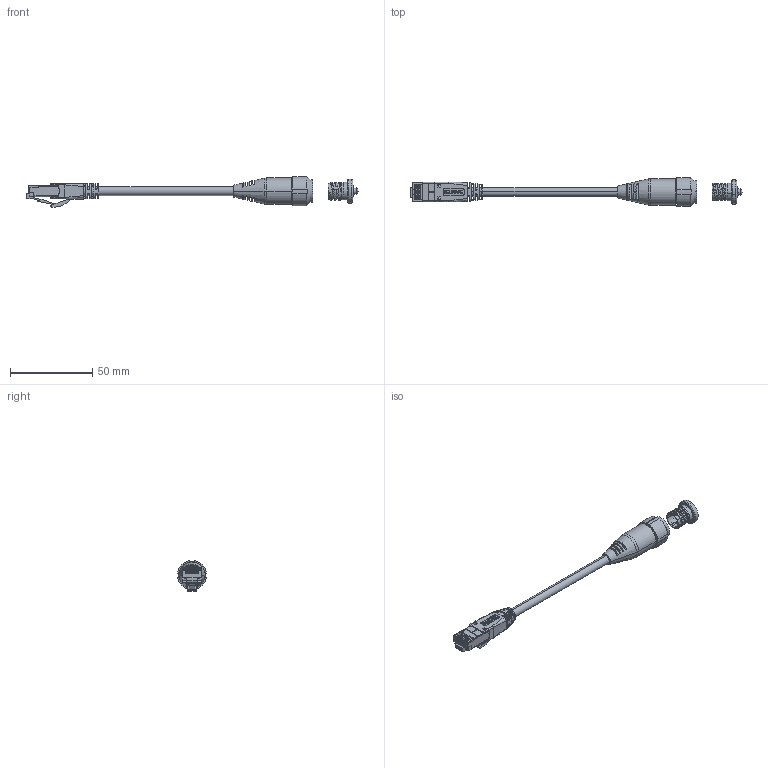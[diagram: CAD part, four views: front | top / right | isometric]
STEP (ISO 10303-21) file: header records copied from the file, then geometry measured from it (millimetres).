
FILE_DESCRIPTION (( 'STEP AP214' ), '1' );
FILE_NAME ('TRG829-MMZ_3D.STEP', '2020-08-10T17:28:16', ( '' ), ( '' ), 'SwSTEP 2.0', 'SolidWorks 2018', '' );
FILE_SCHEMA (( 'AUTOMOTIVE_DESIGN' ));
Length unit declared in the file: inch
Products named in the file (12): 1AD03-013-MA1; 1AD03-032-MA1; TDS8PC5-MA3; 1AL03-010; TRG829-MMZ_plug; 1AD03-013-MA2; 1AD03-032-MA2_crimped strain relief; 1AD03-032-MA3; TRG829_con assy_crimped; TRG829-MMZ_Overmold; TRG829-MMZ_3D; TRG829-MMZ-EndCap
Assembly tree (18 placements, depth 3):
  TRG829-MMZ_3D
    1AL03-010
    TRG829-MMZ_plug
    TRG829-MMZ_Overmold
    TRG829-MMZ-EndCap
    TRG829_con assy_crimped
      1AD03-032-MA3
      1AD03-013-MA2
      1AD03-013-MA1
      1AD03-032-MA2_crimped strain relief
      TDS8PC5-MA3  x8
      1AD03-032-MA1
Bounding box: 202.35 x 17.6 x 18.66 mm (x, y, z)
Volume: 9996.5 mm3; surface area: 13270.6 mm2
Topology: 15 solids, 20 shells, 1005 faces, 2806 edges, 1810 vertices
Faces by surface type: plane 641, cylinder 261, bspline 64, sphere 20, cone 15, torus 4
Entity records: 33888 total; most frequent: CARTESIAN_POINT 12019, ORIENTED_EDGE 4720, DIRECTION 4094, EDGE_CURVE 2364, LINE 1560, VECTOR 1560, VERTEX_POINT 1528, AXIS2_PLACEMENT_3D 1267
